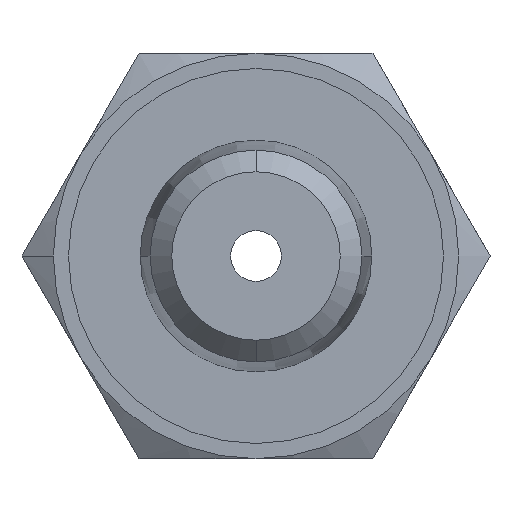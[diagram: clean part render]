
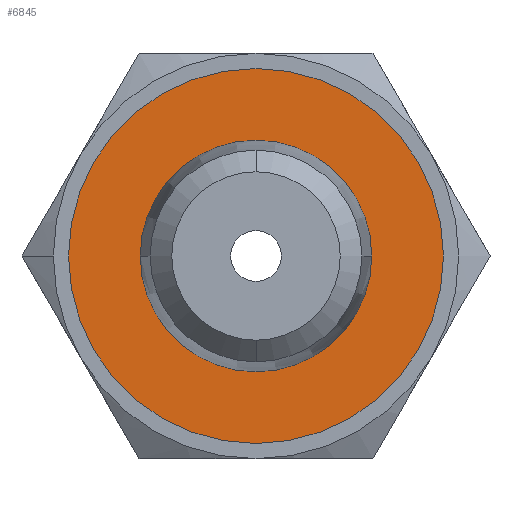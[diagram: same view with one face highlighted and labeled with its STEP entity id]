
A CAD part, front view. The second image highlights one B-rep face of the part: STEP entity #6845.
In plain terms, the highlighted planar face has unit normal (0, -1, 0).
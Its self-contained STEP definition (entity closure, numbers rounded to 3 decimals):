
#286 = AXIS2_PLACEMENT_3D ( 'NONE', #19328, #1349, #9419 ) ;
#996 = CARTESIAN_POINT ( 'NONE',  ( -6.855, 0., 0. ) ) ;
#1349 = DIRECTION ( 'NONE',  ( 0., 1., 0. ) ) ;
#1803 = EDGE_LOOP ( 'NONE', ( #19120, #10123 ) ) ;
#2693 = CARTESIAN_POINT ( 'NONE',  ( 0., 0., 0. ) ) ;
#3742 = PLANE ( 'NONE',  #286 ) ;
#4770 = CIRCLE ( 'NONE', #17696, 6.855 ) ;
#4782 = DIRECTION ( 'NONE',  ( 0., 1., 0. ) ) ;
#4915 = EDGE_LOOP ( 'NONE', ( #6748, #8624 ) ) ;
#5710 = FACE_OUTER_BOUND ( 'NONE', #1803, .T. ) ;
#5832 = FACE_BOUND ( 'NONE', #4915, .T. ) ;
#6113 = CARTESIAN_POINT ( 'NONE',  ( 6.855, 0., 0. ) ) ;
#6748 = ORIENTED_EDGE ( 'NONE', *, *, #17236, .T. ) ;
#6845 = ADVANCED_FACE ( 'NONE', ( #5832, #5710 ), #3742, .F. ) ;
#7271 = CARTESIAN_POINT ( 'NONE',  ( 0., 0., 0. ) ) ;
#8515 = CARTESIAN_POINT ( 'NONE',  ( 0., 0., 0. ) ) ;
#8624 = ORIENTED_EDGE ( 'NONE', *, *, #23614, .T. ) ;
#9419 = DIRECTION ( 'NONE',  ( -1., 0., 0. ) ) ;
#9507 = EDGE_CURVE ( 'NONE', #17543, #18273, #23567, .T. ) ;
#10123 = ORIENTED_EDGE ( 'NONE', *, *, #9507, .F. ) ;
#10174 = AXIS2_PLACEMENT_3D ( 'NONE', #7271, #15230, #25331 ) ;
#10721 = DIRECTION ( 'NONE',  ( -1., 0., 0. ) ) ;
#10934 = AXIS2_PLACEMENT_3D ( 'NONE', #2693, #4782, #16683 ) ;
#12288 = AXIS2_PLACEMENT_3D ( 'NONE', #8515, #16174, #10721 ) ;
#12665 = CIRCLE ( 'NONE', #10174, 6.855 ) ;
#14540 = VERTEX_POINT ( 'NONE', #996 ) ;
#14560 = CARTESIAN_POINT ( 'NONE',  ( -11.1, 0., 0. ) ) ;
#14858 = VERTEX_POINT ( 'NONE', #6113 ) ;
#15230 = DIRECTION ( 'NONE',  ( 0., 1., 0. ) ) ;
#16174 = DIRECTION ( 'NONE',  ( 0., 1., 0. ) ) ;
#16683 = DIRECTION ( 'NONE',  ( -1., 0., 0. ) ) ;
#16911 = DIRECTION ( 'NONE',  ( 0., 1., 0. ) ) ;
#17236 = EDGE_CURVE ( 'NONE', #14540, #14858, #4770, .T. ) ;
#17543 = VERTEX_POINT ( 'NONE', #14560 ) ;
#17549 = CIRCLE ( 'NONE', #10934, 11.1 ) ;
#17696 = AXIS2_PLACEMENT_3D ( 'NONE', #22644, #16911, #22993 ) ;
#18273 = VERTEX_POINT ( 'NONE', #21688 ) ;
#19120 = ORIENTED_EDGE ( 'NONE', *, *, #20789, .F. ) ;
#19328 = CARTESIAN_POINT ( 'NONE',  ( -16., 0., 0. ) ) ;
#20789 = EDGE_CURVE ( 'NONE', #18273, #17543, #17549, .T. ) ;
#21688 = CARTESIAN_POINT ( 'NONE',  ( 11.1, 0., 0. ) ) ;
#22644 = CARTESIAN_POINT ( 'NONE',  ( 0., 0., 0. ) ) ;
#22993 = DIRECTION ( 'NONE',  ( -1., 0., 0. ) ) ;
#23567 = CIRCLE ( 'NONE', #12288, 11.1 ) ;
#23614 = EDGE_CURVE ( 'NONE', #14858, #14540, #12665, .T. ) ;
#25331 = DIRECTION ( 'NONE',  ( -1., 0., 0. ) ) ;
